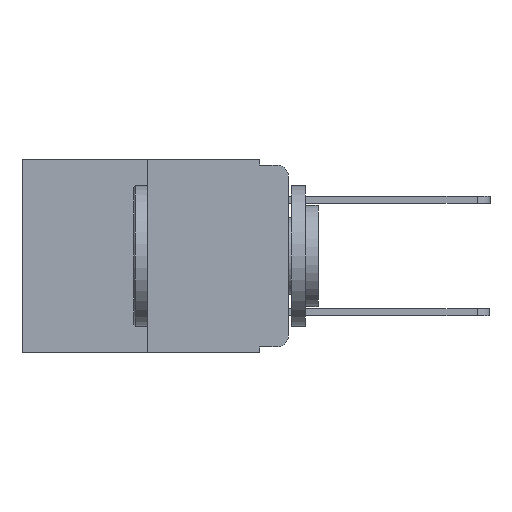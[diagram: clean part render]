
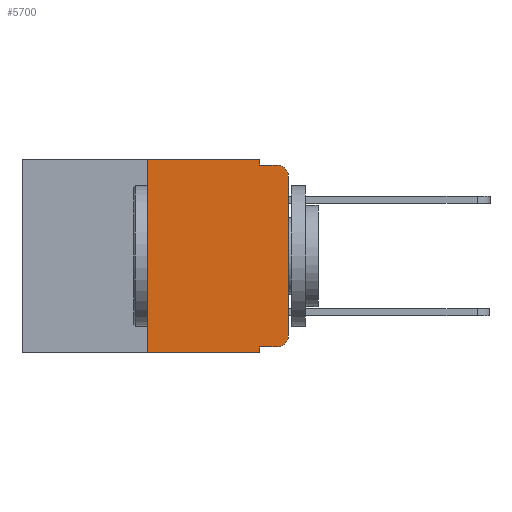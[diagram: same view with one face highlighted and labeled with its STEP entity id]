
A CAD part, left-side view. The second image highlights one B-rep face of the part: STEP entity #5700.
In plain terms, the highlighted planar face has unit normal (-1, 0, 0).
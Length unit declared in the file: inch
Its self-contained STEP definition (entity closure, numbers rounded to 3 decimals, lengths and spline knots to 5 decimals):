
#53 = VECTOR ( 'NONE', #19866, 39.37008 ) ;
#182 = PLANE ( 'NONE',  #8236 ) ;
#428 = ORIENTED_EDGE ( 'NONE', *, *, #9206, .T. ) ;
#654 = AXIS2_PLACEMENT_3D ( 'NONE', #4253, #17723, #6203 ) ;
#751 = ORIENTED_EDGE ( 'NONE', *, *, #10781, .F. ) ;
#812 = VERTEX_POINT ( 'NONE', #18506 ) ;
#878 = ORIENTED_EDGE ( 'NONE', *, *, #21081, .T. ) ;
#896 = VECTOR ( 'NONE', #20376, 39.37008 ) ;
#1033 = ORIENTED_EDGE ( 'NONE', *, *, #6637, .T. ) ;
#1105 = VECTOR ( 'NONE', #17916, 39.37008 ) ;
#1206 = ORIENTED_EDGE ( 'NONE', *, *, #15987, .T. ) ;
#1665 = EDGE_CURVE ( 'NONE', #3469, #16747, #11059, .T. ) ;
#2575 = VERTEX_POINT ( 'NONE', #11395 ) ;
#2663 = ORIENTED_EDGE ( 'NONE', *, *, #23248, .F. ) ;
#3042 = CARTESIAN_POINT ( 'NONE',  ( 0., 0.051, 0. ) ) ;
#3049 = EDGE_CURVE ( 'NONE', #15403, #24364, #22368, .T. ) ;
#3237 = CARTESIAN_POINT ( 'NONE',  ( 0., 0.02, -0.03 ) ) ;
#3469 = VERTEX_POINT ( 'NONE', #4611 ) ;
#3879 = CIRCLE ( 'NONE', #4225, 0.02 ) ;
#4093 = LINE ( 'NONE', #20941, #19449 ) ;
#4225 = AXIS2_PLACEMENT_3D ( 'NONE', #3237, #16748, #5239 ) ;
#4253 = CARTESIAN_POINT ( 'NONE',  ( 0., 0.02, -0.313 ) ) ;
#4611 = CARTESIAN_POINT ( 'NONE',  ( 0., 0.051, -0.01 ) ) ;
#5124 = LINE ( 'NONE', #8074, #14718 ) ;
#5212 = CARTESIAN_POINT ( 'NONE',  ( 0., 0.051, -0.01 ) ) ;
#5239 = DIRECTION ( 'NONE',  ( 0., 0., -1. ) ) ;
#5241 = CARTESIAN_POINT ( 'NONE',  ( 0., 0.25, -0.343 ) ) ;
#5605 = VERTEX_POINT ( 'NONE', #19408 ) ;
#5700 = ADVANCED_FACE ( 'NONE', ( #23650 ), #182, .F. ) ;
#6203 = DIRECTION ( 'NONE',  ( 0., 0., -1. ) ) ;
#6207 = ORIENTED_EDGE ( 'NONE', *, *, #3049, .F. ) ;
#6220 = LINE ( 'NONE', #3042, #896 ) ;
#6287 = DIRECTION ( 'NONE',  ( 1., 0., 0. ) ) ;
#6404 = LINE ( 'NONE', #14021, #1105 ) ;
#6637 = EDGE_CURVE ( 'NONE', #19487, #16747, #3879, .T. ) ;
#7190 = CIRCLE ( 'NONE', #654, 0.02 ) ;
#7246 = ORIENTED_EDGE ( 'NONE', *, *, #1665, .F. ) ;
#7386 = CARTESIAN_POINT ( 'NONE',  ( 0., 0.473, 0. ) ) ;
#8074 = CARTESIAN_POINT ( 'NONE',  ( 0., 0.473, -0.343 ) ) ;
#8236 = AXIS2_PLACEMENT_3D ( 'NONE', #13920, #6287, #19734 ) ;
#8517 = LINE ( 'NONE', #7386, #17573 ) ;
#8739 = CARTESIAN_POINT ( 'NONE',  ( 0., 0.051, -0.343 ) ) ;
#8923 = VECTOR ( 'NONE', #21835, 39.37008 ) ;
#9206 = EDGE_CURVE ( 'NONE', #17801, #19487, #4093, .T. ) ;
#9620 = CARTESIAN_POINT ( 'NONE',  ( 0., 0., -0.313 ) ) ;
#9983 = DIRECTION ( 'NONE',  ( 0., -1., 0. ) ) ;
#10781 = EDGE_CURVE ( 'NONE', #16843, #812, #14636, .T. ) ;
#11059 = LINE ( 'NONE', #5212, #53 ) ;
#11348 = DIRECTION ( 'NONE',  ( 0., 0., 1. ) ) ;
#11395 = CARTESIAN_POINT ( 'NONE',  ( 0., 0.02, -0.333 ) ) ;
#12466 = ORIENTED_EDGE ( 'NONE', *, *, #24827, .T. ) ;
#12896 = DIRECTION ( 'NONE',  ( 0., 0., -1. ) ) ;
#13611 = EDGE_CURVE ( 'NONE', #812, #5605, #8517, .T. ) ;
#13920 = CARTESIAN_POINT ( 'NONE',  ( 0., 0.473, 0. ) ) ;
#14021 = CARTESIAN_POINT ( 'NONE',  ( 0., 0.051, -0.333 ) ) ;
#14553 = CARTESIAN_POINT ( 'NONE',  ( 0., 0.02, -0.01 ) ) ;
#14636 = LINE ( 'NONE', #18072, #8923 ) ;
#14718 = VECTOR ( 'NONE', #9983, 39.37008 ) ;
#15403 = VERTEX_POINT ( 'NONE', #17923 ) ;
#15987 = EDGE_CURVE ( 'NONE', #2575, #17801, #7190, .T. ) ;
#16159 = VECTOR ( 'NONE', #12896, 39.37008 ) ;
#16581 = ORIENTED_EDGE ( 'NONE', *, *, #13611, .F. ) ;
#16747 = VERTEX_POINT ( 'NONE', #14553 ) ;
#16748 = DIRECTION ( 'NONE',  ( -1., 0., 0. ) ) ;
#16843 = VERTEX_POINT ( 'NONE', #5241 ) ;
#17573 = VECTOR ( 'NONE', #24530, 39.37008 ) ;
#17723 = DIRECTION ( 'NONE',  ( -1., 0., 0. ) ) ;
#17801 = VERTEX_POINT ( 'NONE', #9620 ) ;
#17916 = DIRECTION ( 'NONE',  ( 0., -1., 0. ) ) ;
#17923 = CARTESIAN_POINT ( 'NONE',  ( 0., 0.051, -0.333 ) ) ;
#18072 = CARTESIAN_POINT ( 'NONE',  ( 0., 0.25, 0. ) ) ;
#18506 = CARTESIAN_POINT ( 'NONE',  ( 0., 0.25, 0. ) ) ;
#19408 = CARTESIAN_POINT ( 'NONE',  ( 0., 0.051, 0. ) ) ;
#19449 = VECTOR ( 'NONE', #11348, 39.37008 ) ;
#19487 = VERTEX_POINT ( 'NONE', #24028 ) ;
#19734 = DIRECTION ( 'NONE',  ( 0., 0., -1. ) ) ;
#19866 = DIRECTION ( 'NONE',  ( 0., -1., 0. ) ) ;
#20376 = DIRECTION ( 'NONE',  ( 0., 0., -1. ) ) ;
#20555 = CARTESIAN_POINT ( 'NONE',  ( 0., 0.051, 0. ) ) ;
#20941 = CARTESIAN_POINT ( 'NONE',  ( 0., 0., 0. ) ) ;
#21081 = EDGE_CURVE ( 'NONE', #16843, #24364, #5124, .T. ) ;
#21835 = DIRECTION ( 'NONE',  ( 0., 0., 1. ) ) ;
#22368 = LINE ( 'NONE', #20555, #16159 ) ;
#23248 = EDGE_CURVE ( 'NONE', #5605, #3469, #6220, .T. ) ;
#23650 = FACE_OUTER_BOUND ( 'NONE', #24593, .T. ) ;
#24028 = CARTESIAN_POINT ( 'NONE',  ( 0., 0., -0.03 ) ) ;
#24364 = VERTEX_POINT ( 'NONE', #8739 ) ;
#24530 = DIRECTION ( 'NONE',  ( 0., -1., 0. ) ) ;
#24593 = EDGE_LOOP ( 'NONE', ( #428, #1033, #7246, #2663, #16581, #751, #878, #6207, #12466, #1206 ) ) ;
#24827 = EDGE_CURVE ( 'NONE', #15403, #2575, #6404, .T. ) ;
